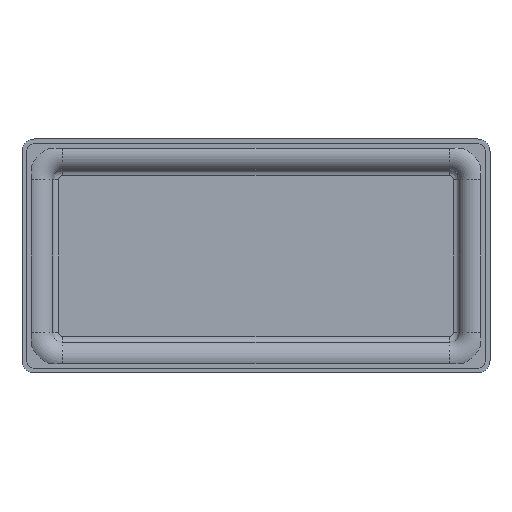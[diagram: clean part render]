
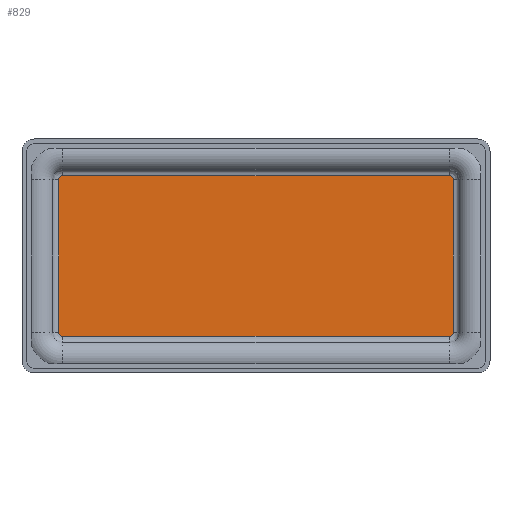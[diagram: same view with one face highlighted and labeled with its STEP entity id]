
A CAD part, front view. The second image highlights one B-rep face of the part: STEP entity #829.
In plain terms, the highlighted planar face has unit normal (0, -1, 0).
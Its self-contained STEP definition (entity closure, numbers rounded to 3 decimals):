
#79=CIRCLE('',#914,1.267);
#82=CIRCLE('',#918,1.267);
#85=CIRCLE('',#922,1.267);
#88=CIRCLE('',#926,1.267);
#139=FACE_OUTER_BOUND('',#190,.T.);
#190=EDGE_LOOP('',(#681,#682,#683,#684,#685,#686,#687,#688));
#254=LINE('',#1408,#310);
#256=LINE('',#1425,#312);
#258=LINE('',#1442,#314);
#260=LINE('',#1459,#316);
#310=VECTOR('',#1105,10.);
#312=VECTOR('',#1115,10.);
#314=VECTOR('',#1125,10.);
#316=VECTOR('',#1135,10.);
#383=VERTEX_POINT('',#1405);
#384=VERTEX_POINT('',#1407);
#385=VERTEX_POINT('',#1420);
#386=VERTEX_POINT('',#1424);
#387=VERTEX_POINT('',#1437);
#388=VERTEX_POINT('',#1441);
#389=VERTEX_POINT('',#1454);
#390=VERTEX_POINT('',#1458);
#482=EDGE_CURVE('',#383,#384,#254,.T.);
#485=EDGE_CURVE('',#384,#385,#79,.T.);
#487=EDGE_CURVE('',#385,#386,#256,.T.);
#490=EDGE_CURVE('',#386,#387,#82,.T.);
#492=EDGE_CURVE('',#387,#388,#258,.T.);
#495=EDGE_CURVE('',#388,#389,#85,.T.);
#497=EDGE_CURVE('',#389,#390,#260,.T.);
#500=EDGE_CURVE('',#390,#383,#88,.T.);
#681=ORIENTED_EDGE('',*,*,#482,.F.);
#682=ORIENTED_EDGE('',*,*,#500,.F.);
#683=ORIENTED_EDGE('',*,*,#497,.F.);
#684=ORIENTED_EDGE('',*,*,#495,.F.);
#685=ORIENTED_EDGE('',*,*,#492,.F.);
#686=ORIENTED_EDGE('',*,*,#490,.F.);
#687=ORIENTED_EDGE('',*,*,#487,.F.);
#688=ORIENTED_EDGE('',*,*,#485,.F.);
#795=PLANE('',#928);
#829=ADVANCED_FACE('',(#139),#795,.T.);
#914=AXIS2_PLACEMENT_3D('',#1421,#1109,#1110);
#918=AXIS2_PLACEMENT_3D('',#1438,#1119,#1120);
#922=AXIS2_PLACEMENT_3D('',#1455,#1129,#1130);
#926=AXIS2_PLACEMENT_3D('',#1472,#1139,#1140);
#928=AXIS2_PLACEMENT_3D('',#1474,#1143,#1144);
#1105=DIRECTION('',(0.,0.,1.));
#1109=DIRECTION('center_axis',(0.,1.,0.));
#1110=DIRECTION('ref_axis',(-0.707,0.,0.707));
#1115=DIRECTION('',(1.,0.,0.));
#1119=DIRECTION('center_axis',(0.,1.,0.));
#1120=DIRECTION('ref_axis',(0.707,0.,0.707));
#1125=DIRECTION('',(0.,0.,-1.));
#1129=DIRECTION('center_axis',(0.,1.,0.));
#1130=DIRECTION('ref_axis',(0.707,0.,-0.707));
#1135=DIRECTION('',(-1.,0.,0.));
#1139=DIRECTION('center_axis',(0.,1.,0.));
#1140=DIRECTION('ref_axis',(-0.707,0.,-0.707));
#1143=DIRECTION('center_axis',(0.,-1.,0.));
#1144=DIRECTION('ref_axis',(1.,0.,0.));
#1405=CARTESIAN_POINT('',(-63.267,20.,-24.5));
#1407=CARTESIAN_POINT('',(-63.267,20.,24.5));
#1408=CARTESIAN_POINT('',(-63.267,20.,-12.25));
#1420=CARTESIAN_POINT('',(-62.,20.,25.767));
#1421=CARTESIAN_POINT('Origin',(-62.,20.,24.5));
#1424=CARTESIAN_POINT('',(62.,20.,25.767));
#1425=CARTESIAN_POINT('',(-31.,20.,25.767));
#1437=CARTESIAN_POINT('',(63.267,20.,24.5));
#1438=CARTESIAN_POINT('Origin',(62.,20.,24.5));
#1441=CARTESIAN_POINT('',(63.267,20.,-24.5));
#1442=CARTESIAN_POINT('',(63.267,20.,12.25));
#1454=CARTESIAN_POINT('',(62.,20.,-25.767));
#1455=CARTESIAN_POINT('Origin',(62.,20.,-24.5));
#1458=CARTESIAN_POINT('',(-62.,20.,-25.767));
#1459=CARTESIAN_POINT('',(31.,20.,-25.767));
#1472=CARTESIAN_POINT('Origin',(-62.,20.,-24.5));
#1474=CARTESIAN_POINT('Origin',(0.,20.,0.));
